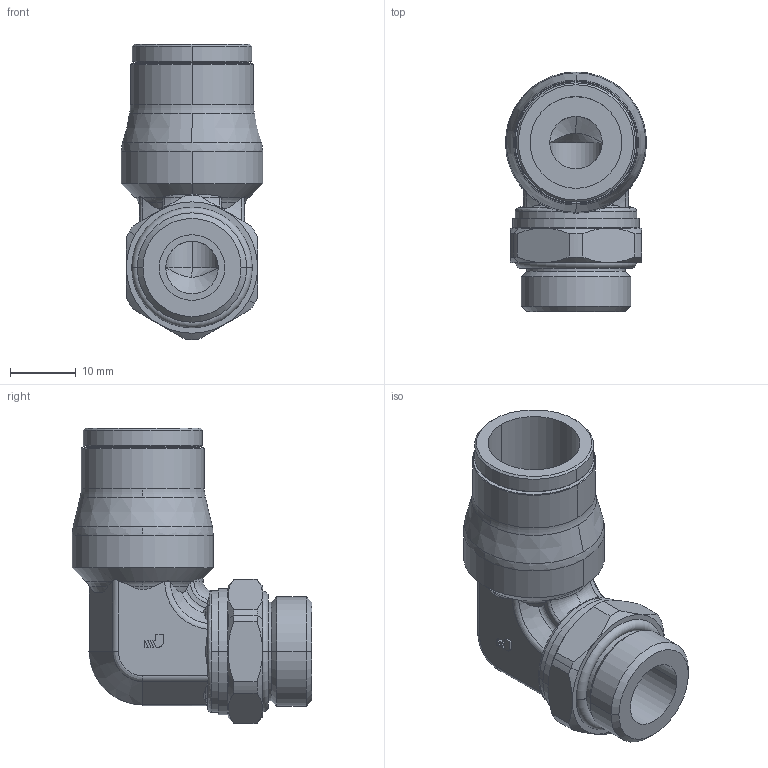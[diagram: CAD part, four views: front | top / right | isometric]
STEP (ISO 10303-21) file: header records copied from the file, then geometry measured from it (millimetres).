
FILE_DESCRIPTION(('STEP AP214'),'1');
FILE_NAME('3699_14_17.stp','2016-07-07T14:17:04',('TraceParts'),('TraceParts S.A.'),'Spatial InterOp 3D',' ',' ');
FILE_SCHEMA(('automotive_design'));
Length unit declared in the file: millimetre
Products named in the file (1): 1
Bounding box: 21.5 x 36.5 x 44.99 mm (x, y, z)
Volume: 10285.3 mm3; surface area: 6068.7 mm2
Topology: 1 solids, 1 shells, 179 faces, 467 edges, 298 vertices
Faces by surface type: cylinder 49, cone 49, plane 45, torus 36
Entity records: 6147 total; most frequent: CARTESIAN_POINT 1840, ORIENTED_EDGE 930, DIRECTION 914, EDGE_CURVE 465, AXIS2_PLACEMENT_3D 392, VERTEX_POINT 298, CIRCLE 210, EDGE_LOOP 191
